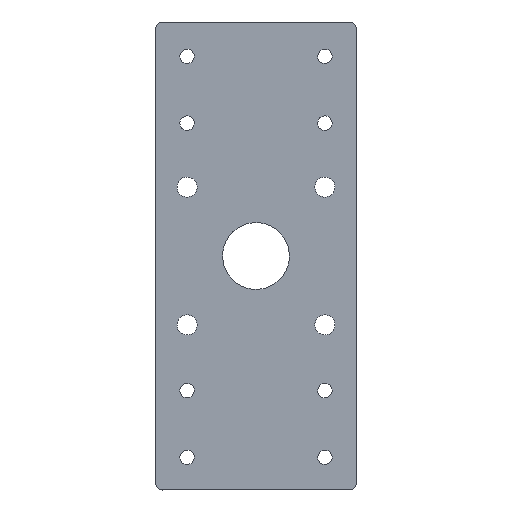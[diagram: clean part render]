
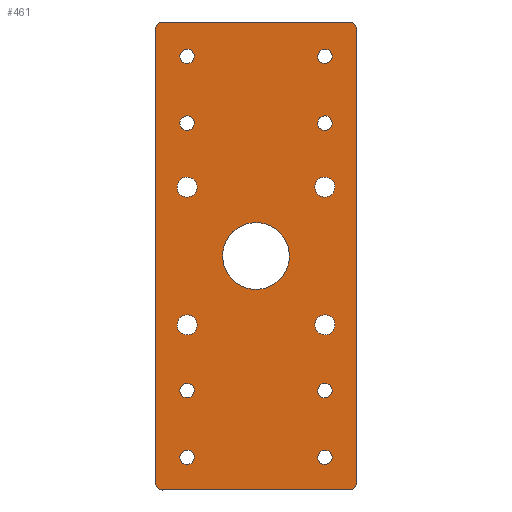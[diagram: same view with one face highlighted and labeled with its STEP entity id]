
A CAD part, top view. The second image highlights one B-rep face of the part: STEP entity #461.
In plain terms, the highlighted planar face has unit normal (0, 0, 1).
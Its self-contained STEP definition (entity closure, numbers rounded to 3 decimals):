
#15=FACE_BOUND('',#73,.T.);
#16=FACE_BOUND('',#74,.T.);
#17=FACE_BOUND('',#75,.T.);
#18=FACE_BOUND('',#76,.T.);
#19=FACE_BOUND('',#77,.T.);
#20=FACE_BOUND('',#78,.T.);
#21=FACE_BOUND('',#79,.T.);
#22=FACE_BOUND('',#80,.T.);
#23=FACE_BOUND('',#81,.T.);
#24=FACE_BOUND('',#82,.T.);
#25=FACE_BOUND('',#83,.T.);
#26=FACE_BOUND('',#84,.T.);
#27=FACE_BOUND('',#85,.T.);
#42=PLANE('',#500);
#49=FACE_OUTER_BOUND('',#72,.T.);
#72=EDGE_LOOP('',(#324,#325,#326,#327,#328,#329,#330,#331));
#73=EDGE_LOOP('',(#332));
#74=EDGE_LOOP('',(#333));
#75=EDGE_LOOP('',(#334));
#76=EDGE_LOOP('',(#335));
#77=EDGE_LOOP('',(#336));
#78=EDGE_LOOP('',(#337));
#79=EDGE_LOOP('',(#338));
#80=EDGE_LOOP('',(#339));
#81=EDGE_LOOP('',(#340));
#82=EDGE_LOOP('',(#341));
#83=EDGE_LOOP('',(#342));
#84=EDGE_LOOP('',(#343));
#85=EDGE_LOOP('',(#344));
#121=LINE('',#710,#150);
#124=LINE('',#716,#153);
#125=LINE('',#720,#154);
#126=LINE('',#724,#155);
#150=VECTOR('',#565,10.);
#153=VECTOR('',#570,10.);
#154=VECTOR('',#573,10.);
#155=VECTOR('',#576,10.);
#178=CIRCLE('',#498,4.);
#179=CIRCLE('',#501,4.);
#180=CIRCLE('',#502,4.);
#181=CIRCLE('',#503,4.);
#182=CIRCLE('',#504,6.);
#183=CIRCLE('',#505,6.);
#184=CIRCLE('',#506,6.);
#185=CIRCLE('',#507,6.);
#186=CIRCLE('',#508,4.3);
#187=CIRCLE('',#509,4.3);
#188=CIRCLE('',#510,4.3);
#189=CIRCLE('',#511,4.3);
#190=CIRCLE('',#512,4.3);
#191=CIRCLE('',#513,4.3);
#192=CIRCLE('',#514,4.3);
#193=CIRCLE('',#515,4.3);
#194=CIRCLE('',#516,20.);
#213=VERTEX_POINT('',#703);
#214=VERTEX_POINT('',#705);
#215=VERTEX_POINT('',#709);
#217=VERTEX_POINT('',#715);
#218=VERTEX_POINT('',#717);
#219=VERTEX_POINT('',#719);
#220=VERTEX_POINT('',#721);
#221=VERTEX_POINT('',#723);
#222=VERTEX_POINT('',#726);
#223=VERTEX_POINT('',#728);
#224=VERTEX_POINT('',#730);
#225=VERTEX_POINT('',#732);
#226=VERTEX_POINT('',#734);
#227=VERTEX_POINT('',#736);
#228=VERTEX_POINT('',#738);
#229=VERTEX_POINT('',#740);
#230=VERTEX_POINT('',#742);
#231=VERTEX_POINT('',#744);
#232=VERTEX_POINT('',#746);
#233=VERTEX_POINT('',#748);
#234=VERTEX_POINT('',#750);
#255=EDGE_CURVE('',#213,#214,#178,.T.);
#257=EDGE_CURVE('',#215,#214,#121,.F.);
#260=EDGE_CURVE('',#213,#217,#124,.F.);
#261=EDGE_CURVE('',#218,#217,#179,.T.);
#262=EDGE_CURVE('',#218,#219,#125,.F.);
#263=EDGE_CURVE('',#220,#219,#180,.T.);
#264=EDGE_CURVE('',#220,#221,#126,.F.);
#265=EDGE_CURVE('',#215,#221,#181,.T.);
#266=EDGE_CURVE('',#222,#222,#182,.T.);
#267=EDGE_CURVE('',#223,#223,#183,.T.);
#268=EDGE_CURVE('',#224,#224,#184,.T.);
#269=EDGE_CURVE('',#225,#225,#185,.T.);
#270=EDGE_CURVE('',#226,#226,#186,.T.);
#271=EDGE_CURVE('',#227,#227,#187,.T.);
#272=EDGE_CURVE('',#228,#228,#188,.T.);
#273=EDGE_CURVE('',#229,#229,#189,.T.);
#274=EDGE_CURVE('',#230,#230,#190,.T.);
#275=EDGE_CURVE('',#231,#231,#191,.T.);
#276=EDGE_CURVE('',#232,#232,#192,.T.);
#277=EDGE_CURVE('',#233,#233,#193,.T.);
#278=EDGE_CURVE('',#234,#234,#194,.T.);
#324=ORIENTED_EDGE('',*,*,#255,.F.);
#325=ORIENTED_EDGE('',*,*,#260,.T.);
#326=ORIENTED_EDGE('',*,*,#261,.F.);
#327=ORIENTED_EDGE('',*,*,#262,.T.);
#328=ORIENTED_EDGE('',*,*,#263,.F.);
#329=ORIENTED_EDGE('',*,*,#264,.T.);
#330=ORIENTED_EDGE('',*,*,#265,.F.);
#331=ORIENTED_EDGE('',*,*,#257,.T.);
#332=ORIENTED_EDGE('',*,*,#266,.F.);
#333=ORIENTED_EDGE('',*,*,#267,.F.);
#334=ORIENTED_EDGE('',*,*,#268,.F.);
#335=ORIENTED_EDGE('',*,*,#269,.F.);
#336=ORIENTED_EDGE('',*,*,#270,.F.);
#337=ORIENTED_EDGE('',*,*,#271,.F.);
#338=ORIENTED_EDGE('',*,*,#272,.F.);
#339=ORIENTED_EDGE('',*,*,#273,.F.);
#340=ORIENTED_EDGE('',*,*,#274,.F.);
#341=ORIENTED_EDGE('',*,*,#275,.F.);
#342=ORIENTED_EDGE('',*,*,#276,.F.);
#343=ORIENTED_EDGE('',*,*,#277,.F.);
#344=ORIENTED_EDGE('',*,*,#278,.F.);
#461=ADVANCED_FACE('',(#49,#15,#16,#17,#18,#19,#20,#21,#22,#23,#24,#25,
#26,#27),#42,.T.);
#498=AXIS2_PLACEMENT_3D('',#706,#560,#561);
#500=AXIS2_PLACEMENT_3D('',#714,#568,#569);
#501=AXIS2_PLACEMENT_3D('',#718,#571,#572);
#502=AXIS2_PLACEMENT_3D('',#722,#574,#575);
#503=AXIS2_PLACEMENT_3D('',#725,#577,#578);
#504=AXIS2_PLACEMENT_3D('',#727,#579,#580);
#505=AXIS2_PLACEMENT_3D('',#729,#581,#582);
#506=AXIS2_PLACEMENT_3D('',#731,#583,#584);
#507=AXIS2_PLACEMENT_3D('',#733,#585,#586);
#508=AXIS2_PLACEMENT_3D('',#735,#587,#588);
#509=AXIS2_PLACEMENT_3D('',#737,#589,#590);
#510=AXIS2_PLACEMENT_3D('',#739,#591,#592);
#511=AXIS2_PLACEMENT_3D('',#741,#593,#594);
#512=AXIS2_PLACEMENT_3D('',#743,#595,#596);
#513=AXIS2_PLACEMENT_3D('',#745,#597,#598);
#514=AXIS2_PLACEMENT_3D('',#747,#599,#600);
#515=AXIS2_PLACEMENT_3D('',#749,#601,#602);
#516=AXIS2_PLACEMENT_3D('',#751,#603,#604);
#560=DIRECTION('center_axis',(0.,0.,
-1.));
#561=DIRECTION('ref_axis',(-0.707,-0.707,0.));
#565=DIRECTION('',(0.,1.,0.));
#568=DIRECTION('center_axis',(0.,0.,
1.));
#569=DIRECTION('ref_axis',(-0.997,-0.072,0.));
#570=DIRECTION('',(-1.,0.,0.));
#571=DIRECTION('center_axis',(0.,0.,
-1.));
#572=DIRECTION('ref_axis',(0.707,-0.707,0.));
#573=DIRECTION('',(0.,-1.,0.));
#574=DIRECTION('center_axis',(0.,0.,
-1.));
#575=DIRECTION('ref_axis',(0.707,0.707,0.));
#576=DIRECTION('',(1.,0.,0.));
#577=DIRECTION('center_axis',(0.,0.,
-1.));
#578=DIRECTION('ref_axis',(-0.707,0.707,0.));
#579=DIRECTION('center_axis',(0.,0.,
1.));
#580=DIRECTION('ref_axis',(-0.997,-0.072,0.));
#581=DIRECTION('center_axis',(0.,0.,
1.));
#582=DIRECTION('ref_axis',(-0.997,-0.072,0.));
#583=DIRECTION('center_axis',(0.,0.,
1.));
#584=DIRECTION('ref_axis',(-0.997,-0.072,0.));
#585=DIRECTION('center_axis',(0.,0.,
1.));
#586=DIRECTION('ref_axis',(-0.997,-0.072,0.));
#587=DIRECTION('center_axis',(0.,0.,
1.));
#588=DIRECTION('ref_axis',(-0.997,-0.072,0.));
#589=DIRECTION('center_axis',(0.,0.,
1.));
#590=DIRECTION('ref_axis',(-0.997,-0.072,0.));
#591=DIRECTION('center_axis',(0.,0.,
1.));
#592=DIRECTION('ref_axis',(-0.997,-0.072,0.));
#593=DIRECTION('center_axis',(0.,0.,
1.));
#594=DIRECTION('ref_axis',(-0.997,-0.072,0.));
#595=DIRECTION('center_axis',(0.,0.,
1.));
#596=DIRECTION('ref_axis',(-0.997,-0.072,0.));
#597=DIRECTION('center_axis',(0.,0.,
1.));
#598=DIRECTION('ref_axis',(-0.997,-0.072,0.));
#599=DIRECTION('center_axis',(0.,0.,
1.));
#600=DIRECTION('ref_axis',(-0.997,-0.072,0.));
#601=DIRECTION('center_axis',(0.,0.,
1.));
#602=DIRECTION('ref_axis',(-0.997,-0.072,0.));
#603=DIRECTION('center_axis',(0.,0.,
1.));
#604=DIRECTION('ref_axis',(-0.997,-0.072,0.));
#703=CARTESIAN_POINT('',(-627.728,873.118,135.598));
#705=CARTESIAN_POINT('',(-631.728,877.118,135.598));
#706=CARTESIAN_POINT('Origin',(-627.728,877.118,135.598));
#709=CARTESIAN_POINT('',(-631.737,1149.118,135.598));
#710=CARTESIAN_POINT('',(-631.73,948.118,135.598));
#714=CARTESIAN_POINT('Origin',(-571.732,1013.12,135.598));
#715=CARTESIAN_POINT('',(-515.728,873.122,135.598));
#716=CARTESIAN_POINT('',(-545.478,873.121,135.598));
#717=CARTESIAN_POINT('',(-511.728,877.122,135.598));
#718=CARTESIAN_POINT('Origin',(-515.728,877.122,135.598));
#719=CARTESIAN_POINT('',(-511.737,1149.122,135.598));
#720=CARTESIAN_POINT('',(-511.735,1078.122,135.598));
#721=CARTESIAN_POINT('',(-515.737,1153.122,135.598));
#722=CARTESIAN_POINT('Origin',(-515.737,1149.122,135.598));
#723=CARTESIAN_POINT('',(-627.737,1153.118,135.598));
#724=CARTESIAN_POINT('',(-597.987,1153.119,135.598));
#725=CARTESIAN_POINT('Origin',(-627.737,1149.118,135.598));
#726=CARTESIAN_POINT('',(-524.497,972.302,135.598));
#727=CARTESIAN_POINT('Origin',(-530.481,971.872,135.598));
#728=CARTESIAN_POINT('',(-524.499,1054.802,135.598));
#729=CARTESIAN_POINT('Origin',(-530.484,1054.372,135.598));
#730=CARTESIAN_POINT('',(-606.999,1054.8,135.598));
#731=CARTESIAN_POINT('Origin',(-612.984,1054.369,135.598));
#732=CARTESIAN_POINT('',(-606.997,972.3,135.598));
#733=CARTESIAN_POINT('Origin',(-612.981,971.869,135.598));
#734=CARTESIAN_POINT('',(-526.196,1092.93,135.598));
#735=CARTESIAN_POINT('Origin',(-530.485,1092.622,135.598));
#736=CARTESIAN_POINT('',(-608.696,1092.927,135.598));
#737=CARTESIAN_POINT('Origin',(-612.985,1092.619,135.598));
#738=CARTESIAN_POINT('',(-608.691,932.927,135.598));
#739=CARTESIAN_POINT('Origin',(-612.98,932.619,135.598));
#740=CARTESIAN_POINT('',(-526.191,932.93,135.598));
#741=CARTESIAN_POINT('Origin',(-530.48,932.622,135.598));
#742=CARTESIAN_POINT('',(-526.198,1132.93,135.598));
#743=CARTESIAN_POINT('Origin',(-530.487,1132.622,135.598));
#744=CARTESIAN_POINT('',(-608.698,1132.927,135.598));
#745=CARTESIAN_POINT('Origin',(-612.987,1132.619,135.598));
#746=CARTESIAN_POINT('',(-608.69,892.927,135.598));
#747=CARTESIAN_POINT('Origin',(-612.978,892.619,135.598));
#748=CARTESIAN_POINT('',(-526.19,892.93,135.598));
#749=CARTESIAN_POINT('Origin',(-530.478,892.622,135.598));
#750=CARTESIAN_POINT('',(-551.784,1014.556,135.598));
#751=CARTESIAN_POINT('Origin',(-571.732,1013.12,135.598));
